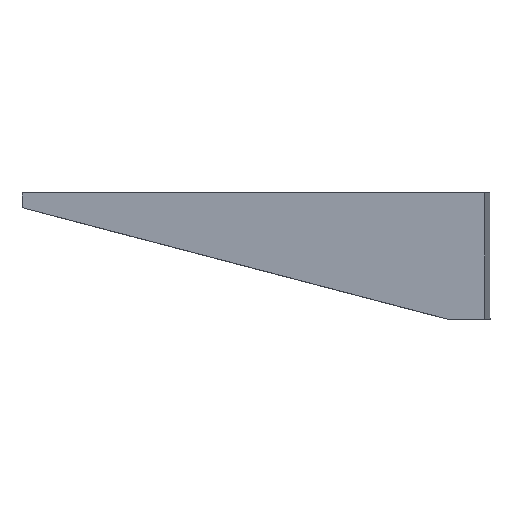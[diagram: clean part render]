
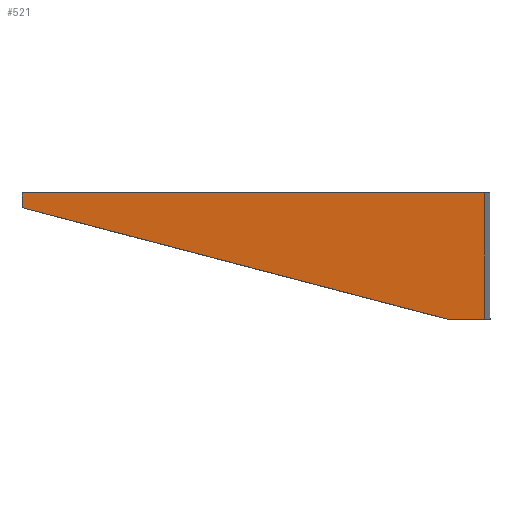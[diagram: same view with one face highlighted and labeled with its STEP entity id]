
A CAD part, left-side view. The second image highlights one B-rep face of the part: STEP entity #521.
In plain terms, the highlighted planar face has unit normal (-0.996, 0.087, 0).
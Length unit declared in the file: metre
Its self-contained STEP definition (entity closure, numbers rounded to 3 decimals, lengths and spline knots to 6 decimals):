
#521=ADVANCED_FACE('',(#1280),#1281,.T.);
#1280=FACE_OUTER_BOUND('',#2277,.T.);
#1281=PLANE('',#2278);
#2277=EDGE_LOOP('',(#3973,#3974,#3975,#3976,#3977));
#2278=AXIS2_PLACEMENT_3D('',#3978,#3979,#3980);
#3973=ORIENTED_EDGE('',*,*,#6884,.F.);
#3974=ORIENTED_EDGE('',*,*,#6885,.T.);
#3975=ORIENTED_EDGE('',*,*,#6886,.T.);
#3976=ORIENTED_EDGE('',*,*,#6285,.F.);
#3977=ORIENTED_EDGE('',*,*,#6346,.T.);
#3978=CARTESIAN_POINT('',(-0.009371,0.0252,-0.0068));
#3979=DIRECTION('',(-0.996,0.087,0.));
#3980=DIRECTION('',(-0.087,-0.996,0.));
#6285=EDGE_CURVE('',#7590,#7591,#7592,.T.);
#6346=EDGE_CURVE('',#7590,#7698,#7700,.T.);
#6884=EDGE_CURVE('',#8633,#7698,#8634,.T.);
#6885=EDGE_CURVE('',#8633,#8635,#8636,.T.);
#6886=EDGE_CURVE('',#8635,#7591,#8637,.T.);
#7590=VERTEX_POINT('',#9531);
#7591=VERTEX_POINT('',#9532);
#7592=LINE('',#9533,#9534);
#7698=VERTEX_POINT('',#9687);
#7700=LINE('',#9690,#9691);
#8633=VERTEX_POINT('',#11079);
#8634=LINE('',#11080,#11081);
#8635=VERTEX_POINT('',#11082);
#8636=LINE('',#11083,#11084);
#8637=LINE('',#11085,#11086);
#9531=CARTESIAN_POINT('',(-0.009371,0.0252,-0.0008));
#9532=CARTESIAN_POINT('',(-0.009371,0.0252,0.));
#9533=CARTESIAN_POINT('',(-0.009371,0.0252,-0.0068));
#9534=VECTOR('',#12379,1.0);
#9687=CARTESIAN_POINT('',(-0.011374,0.0023,-0.0068));
#9690=CARTESIAN_POINT('',(-0.009499,0.023739,-0.001183));
#9691=VECTOR('',#12428,1.0);
#11079=CARTESIAN_POINT('',(-0.011551,0.000284,-0.0068));
#11080=CARTESIAN_POINT('',(-0.009371,0.0252,-0.0068));
#11081=VECTOR('',#12926,1.0);
#11082=CARTESIAN_POINT('',(-0.011551,0.000284,0.));
#11083=CARTESIAN_POINT('',(-0.011551,0.000284,-0.0068));
#11084=VECTOR('',#12927,1.0);
#11085=CARTESIAN_POINT('',(-0.009371,0.0252,0.));
#11086=VECTOR('',#12928,1.0);
#12379=DIRECTION('',(0.,0.,1.0));
#12428=DIRECTION('',(-0.084,-0.964,-0.253));
#12926=DIRECTION('',(0.087,0.996,0.));
#12927=DIRECTION('',(0.,0.,1.0));
#12928=DIRECTION('',(0.087,0.996,0.));
